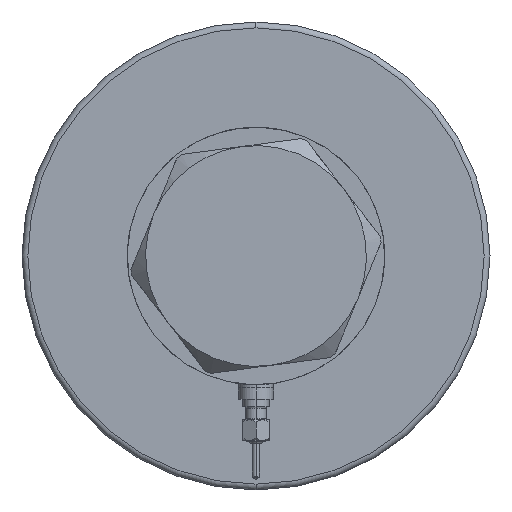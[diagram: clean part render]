
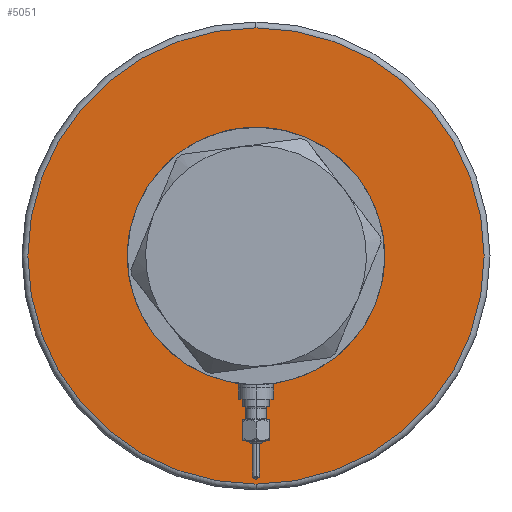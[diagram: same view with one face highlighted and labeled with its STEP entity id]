
A CAD part, left-side view. The second image highlights one B-rep face of the part: STEP entity #5051.
In plain terms, the highlighted face is planar.
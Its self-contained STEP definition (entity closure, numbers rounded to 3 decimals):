
#139 = EDGE_LOOP ( 'NONE', ( #1208, #5564 ) ) ;
#154 = CARTESIAN_POINT ( 'NONE',  ( -37.5, 0., 0. ) ) ;
#337 = EDGE_CURVE ( 'NONE', #3261, #648, #828, .T. ) ;
#379 = CARTESIAN_POINT ( 'NONE',  ( 0., 0., 0. ) ) ;
#612 = DIRECTION ( 'NONE',  ( 1., 0., 0. ) ) ;
#613 = AXIS2_PLACEMENT_3D ( 'NONE', #379, #2509, #6275 ) ;
#648 = VERTEX_POINT ( 'NONE', #154 ) ;
#773 = CARTESIAN_POINT ( 'NONE',  ( -78., 0., 0. ) ) ;
#828 = CIRCLE ( 'NONE', #2274, 37.5 ) ;
#931 = DIRECTION ( 'NONE',  ( 1., 0., 0. ) ) ;
#993 = VERTEX_POINT ( 'NONE', #1137 ) ;
#1137 = CARTESIAN_POINT ( 'NONE',  ( 78., 0., 0. ) ) ;
#1208 = ORIENTED_EDGE ( 'NONE', *, *, #1983, .T. ) ;
#1390 = VERTEX_POINT ( 'NONE', #773 ) ;
#1517 = ORIENTED_EDGE ( 'NONE', *, *, #337, .T. ) ;
#1525 = DIRECTION ( 'NONE',  ( 1., 0., 0. ) ) ;
#1560 = CARTESIAN_POINT ( 'NONE',  ( 37.5, 0., 0. ) ) ;
#1601 = DIRECTION ( 'NONE',  ( 1., 0., 0. ) ) ;
#1617 = AXIS2_PLACEMENT_3D ( 'NONE', #5952, #3839, #612 ) ;
#1628 = CIRCLE ( 'NONE', #2189, 78. ) ;
#1752 = EDGE_LOOP ( 'NONE', ( #1517, #5615 ) ) ;
#1983 = EDGE_CURVE ( 'NONE', #993, #1390, #1628, .T. ) ;
#2008 = DIRECTION ( 'NONE',  ( 0., 0., -1. ) ) ;
#2034 = DIRECTION ( 'NONE',  ( 0., 0., 1. ) ) ;
#2160 = DIRECTION ( 'NONE',  ( 0., 0., 1. ) ) ;
#2189 = AXIS2_PLACEMENT_3D ( 'NONE', #6887, #2008, #931 ) ;
#2274 = AXIS2_PLACEMENT_3D ( 'NONE', #6417, #2160, #1601 ) ;
#2509 = DIRECTION ( 'NONE',  ( 0., 0., -1. ) ) ;
#3261 = VERTEX_POINT ( 'NONE', #1560 ) ;
#3628 = FACE_BOUND ( 'NONE', #1752, .T. ) ;
#3839 = DIRECTION ( 'NONE',  ( 0., 0., 1. ) ) ;
#4158 = FACE_OUTER_BOUND ( 'NONE', #139, .T. ) ;
#4490 = EDGE_CURVE ( 'NONE', #1390, #993, #6875, .T. ) ;
#4534 = AXIS2_PLACEMENT_3D ( 'NONE', #6850, #2034, #1525 ) ;
#5051 = ADVANCED_FACE ( 'NONE', ( #4158, #3628 ), #5773, .F. ) ;
#5058 = EDGE_CURVE ( 'NONE', #648, #3261, #5885, .T. ) ;
#5564 = ORIENTED_EDGE ( 'NONE', *, *, #4490, .T. ) ;
#5615 = ORIENTED_EDGE ( 'NONE', *, *, #5058, .T. ) ;
#5773 = PLANE ( 'NONE',  #4534 ) ;
#5885 = CIRCLE ( 'NONE', #1617, 37.5 ) ;
#5952 = CARTESIAN_POINT ( 'NONE',  ( 0., 0., 0. ) ) ;
#6275 = DIRECTION ( 'NONE',  ( 1., 0., 0. ) ) ;
#6417 = CARTESIAN_POINT ( 'NONE',  ( 0., 0., 0. ) ) ;
#6850 = CARTESIAN_POINT ( 'NONE',  ( 0., 0., 0. ) ) ;
#6875 = CIRCLE ( 'NONE', #613, 78. ) ;
#6887 = CARTESIAN_POINT ( 'NONE',  ( 0., 0., 0. ) ) ;
